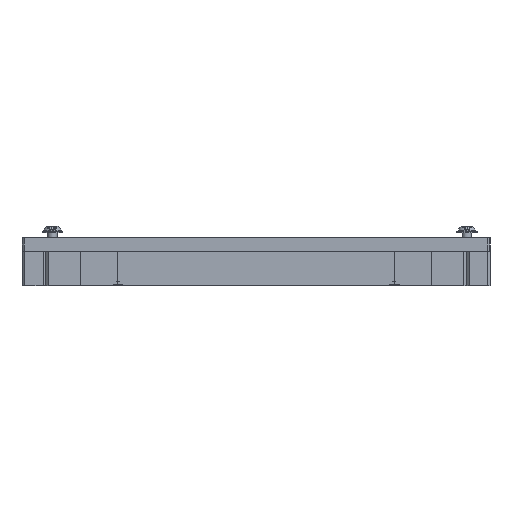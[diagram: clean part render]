
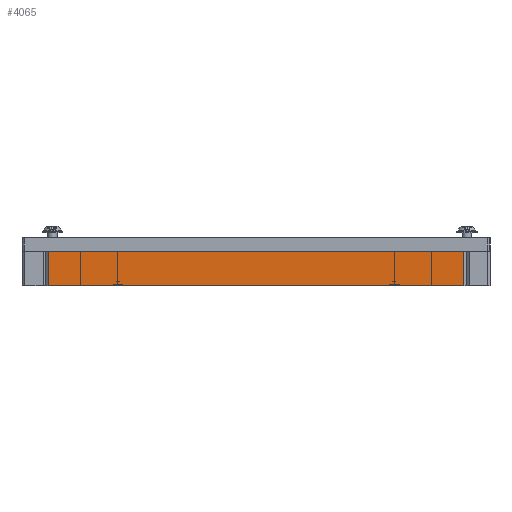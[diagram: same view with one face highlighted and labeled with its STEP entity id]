
A CAD part, left-side view. The second image highlights one B-rep face of the part: STEP entity #4065.
In plain terms, the highlighted planar face has unit normal (-1, 0, 0).
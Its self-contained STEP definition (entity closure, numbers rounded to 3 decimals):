
#48 = CARTESIAN_POINT ( 'NONE',  ( -4., 90.25, 7.5 ) ) ;
#421 = DIRECTION ( 'NONE',  ( 0., 0., -1. ) ) ;
#731 = EDGE_CURVE ( 'NONE', #7756, #7310, #1825, .T. ) ;
#919 = VERTEX_POINT ( 'NONE', #48 ) ;
#1028 = CARTESIAN_POINT ( 'NONE',  ( -4., -90.25, 7.5 ) ) ;
#1142 = CARTESIAN_POINT ( 'NONE',  ( -4., 90.25, -7.5 ) ) ;
#1371 = CARTESIAN_POINT ( 'NONE',  ( -4., 91.25, 7.5 ) ) ;
#1517 = CARTESIAN_POINT ( 'NONE',  ( -4., 91.25, 7.5 ) ) ;
#1587 = VECTOR ( 'NONE', #5955, 1000. ) ;
#1681 = CARTESIAN_POINT ( 'NONE',  ( -4., 90.25, 7.5 ) ) ;
#1787 = DIRECTION ( 'NONE',  ( 0., 0., 1. ) ) ;
#1804 = EDGE_CURVE ( 'NONE', #7263, #7756, #4789, .T. ) ;
#1825 = LINE ( 'NONE', #1028, #6896 ) ;
#2201 = ORIENTED_EDGE ( 'NONE', *, *, #731, .T. ) ;
#2334 = CARTESIAN_POINT ( 'NONE',  ( -4., 91.25, -7.5 ) ) ;
#2452 = ORIENTED_EDGE ( 'NONE', *, *, #1804, .T. ) ;
#3398 = VECTOR ( 'NONE', #421, 1000. ) ;
#3948 = ORIENTED_EDGE ( 'NONE', *, *, #7151, .T. ) ;
#4065 = ADVANCED_FACE ( 'NONE', ( #7194 ), #7873, .F. ) ;
#4789 = LINE ( 'NONE', #2334, #1587 ) ;
#5254 = VECTOR ( 'NONE', #6463, 1000. ) ;
#5339 = EDGE_LOOP ( 'NONE', ( #2452, #2201, #5509, #3948 ) ) ;
#5509 = ORIENTED_EDGE ( 'NONE', *, *, #6984, .F. ) ;
#5955 = DIRECTION ( 'NONE',  ( 0., -1., 0. ) ) ;
#6023 = DIRECTION ( 'NONE',  ( 1., 0., 0. ) ) ;
#6463 = DIRECTION ( 'NONE',  ( 0., -1., 0. ) ) ;
#6605 = DIRECTION ( 'NONE',  ( 0., 0., -1. ) ) ;
#6860 = CARTESIAN_POINT ( 'NONE',  ( -4., -90.25, -7.5 ) ) ;
#6896 = VECTOR ( 'NONE', #1787, 1000. ) ;
#6984 = EDGE_CURVE ( 'NONE', #919, #7310, #7927, .T. ) ;
#7151 = EDGE_CURVE ( 'NONE', #919, #7263, #8132, .T. ) ;
#7194 = FACE_OUTER_BOUND ( 'NONE', #5339, .T. ) ;
#7263 = VERTEX_POINT ( 'NONE', #1142 ) ;
#7310 = VERTEX_POINT ( 'NONE', #7746 ) ;
#7746 = CARTESIAN_POINT ( 'NONE',  ( -4., -90.25, 7.5 ) ) ;
#7756 = VERTEX_POINT ( 'NONE', #6860 ) ;
#7766 = AXIS2_PLACEMENT_3D ( 'NONE', #1517, #6023, #6605 ) ;
#7873 = PLANE ( 'NONE',  #7766 ) ;
#7927 = LINE ( 'NONE', #1371, #5254 ) ;
#8132 = LINE ( 'NONE', #1681, #3398 ) ;
